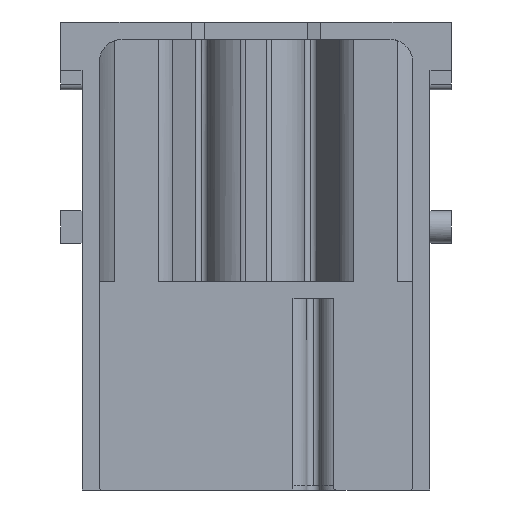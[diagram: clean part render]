
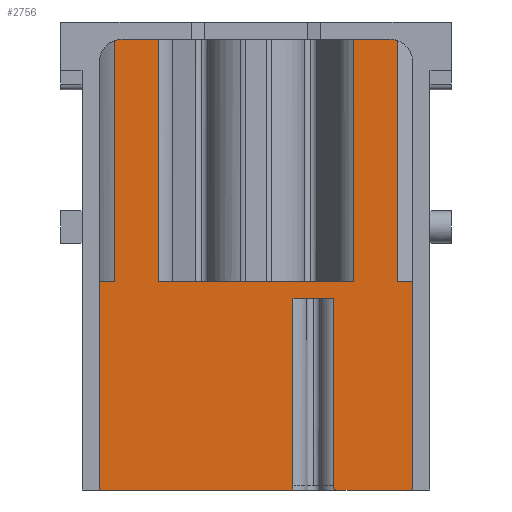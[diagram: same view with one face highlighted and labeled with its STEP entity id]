
A CAD part, left-side view. The second image highlights one B-rep face of the part: STEP entity #2756.
In plain terms, the highlighted planar face has unit normal (-1, 0, 0).
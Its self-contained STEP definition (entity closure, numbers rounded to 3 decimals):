
#2611=AXIS2_PLACEMENT_3D('Plane Axis2P3D',#2608,#2609,#2610) ;
#1075=CARTESIAN_POINT('Vertex',(1.22,3.35,0.)) ;
#1078=CARTESIAN_POINT('Line Origine',(1.22,6.785,0.)) ;
#1082=CARTESIAN_POINT('Vertex',(1.22,10.221,0.)) ;
#1130=CARTESIAN_POINT('Vertex',(1.22,13.779,0.)) ;
#1133=CARTESIAN_POINT('Line Origine',(1.22,22.215,0.)) ;
#1137=CARTESIAN_POINT('Vertex',(1.22,30.65,0.)) ;
#2586=CARTESIAN_POINT('Vertex',(1.22,3.35,18.15)) ;
#2589=CARTESIAN_POINT('Line Origine',(1.22,3.35,9.075)) ;
#2608=CARTESIAN_POINT('Axis2P3D Location',(1.22,17.,36.4)) ;
#2613=CARTESIAN_POINT('Line Origine',(1.22,12.,16.65)) ;
#2617=CARTESIAN_POINT('Vertex',(1.22,10.221,16.65)) ;
#2619=CARTESIAN_POINT('Vertex',(1.22,13.779,16.65)) ;
#2622=CARTESIAN_POINT('Line Origine',(1.22,10.221,8.5)) ;
#2626=CARTESIAN_POINT('Vertex',(1.22,10.221,0.35)) ;
#2629=CARTESIAN_POINT('Line Origine',(1.22,10.221,0.175)) ;
#2634=CARTESIAN_POINT('Line Origine',(1.22,4.03,18.15)) ;
#2638=CARTESIAN_POINT('Vertex',(1.22,4.711,18.15)) ;
#2641=CARTESIAN_POINT('Line Origine',(1.22,4.711,28.648)) ;
#2645=CARTESIAN_POINT('Vertex',(1.22,4.711,39.145)) ;
#2649=CARTESIAN_POINT('Control Point',(1.22,4.711,39.145)) ;
#2650=CARTESIAN_POINT('Control Point',(1.22,4.834,39.187)) ;
#2651=CARTESIAN_POINT('Control Point',(1.22,4.961,39.218)) ;
#2652=CARTESIAN_POINT('Control Point',(1.22,5.09,39.239)) ;
#2653=CARTESIAN_POINT('Control Point',(1.22,5.22,39.25)) ;
#2654=CARTESIAN_POINT('Control Point',(1.22,5.35,39.25)) ;
#2655=CARTESIAN_POINT('Vertex',(1.22,5.35,39.25)) ;
#2658=CARTESIAN_POINT('Line Origine',(1.22,6.924,39.25)) ;
#2662=CARTESIAN_POINT('Vertex',(1.22,8.498,39.25)) ;
#2665=CARTESIAN_POINT('Line Origine',(1.22,8.498,28.7)) ;
#2669=CARTESIAN_POINT('Vertex',(1.22,8.498,18.15)) ;
#2672=CARTESIAN_POINT('Line Origine',(1.22,17.,18.15)) ;
#2676=CARTESIAN_POINT('Vertex',(1.22,25.502,18.15)) ;
#2679=CARTESIAN_POINT('Line Origine',(1.22,25.502,28.7)) ;
#2683=CARTESIAN_POINT('Vertex',(1.22,25.502,39.25)) ;
#2686=CARTESIAN_POINT('Line Origine',(1.22,27.076,39.25)) ;
#2690=CARTESIAN_POINT('Vertex',(1.22,28.65,39.25)) ;
#2694=CARTESIAN_POINT('Control Point',(1.22,28.65,39.25)) ;
#2695=CARTESIAN_POINT('Control Point',(1.22,28.78,39.25)) ;
#2696=CARTESIAN_POINT('Control Point',(1.22,28.91,39.239)) ;
#2697=CARTESIAN_POINT('Control Point',(1.22,29.039,39.218)) ;
#2698=CARTESIAN_POINT('Control Point',(1.22,29.166,39.187)) ;
#2699=CARTESIAN_POINT('Control Point',(1.22,29.289,39.145)) ;
#2700=CARTESIAN_POINT('Vertex',(1.22,29.289,39.145)) ;
#2703=CARTESIAN_POINT('Line Origine',(1.22,29.289,28.648)) ;
#2707=CARTESIAN_POINT('Vertex',(1.22,29.289,18.15)) ;
#2710=CARTESIAN_POINT('Line Origine',(1.22,29.97,18.15)) ;
#2714=CARTESIAN_POINT('Vertex',(1.22,30.65,18.15)) ;
#2717=CARTESIAN_POINT('Line Origine',(1.22,30.65,9.075)) ;
#2722=CARTESIAN_POINT('Line Origine',(1.22,13.779,0.175)) ;
#2726=CARTESIAN_POINT('Vertex',(1.22,13.779,0.35)) ;
#2729=CARTESIAN_POINT('Line Origine',(1.22,13.779,8.5)) ;
#1079=DIRECTION('Vector Direction',(0.,1.,0.)) ;
#1134=DIRECTION('Vector Direction',(0.,1.,0.)) ;
#2590=DIRECTION('Vector Direction',(0.,0.,-1.)) ;
#2609=DIRECTION('Axis2P3D Direction',(1.,0.,-0.)) ;
#2610=DIRECTION('Axis2P3D XDirection',(0.,0.,1.)) ;
#2614=DIRECTION('Vector Direction',(0.,1.,0.)) ;
#2623=DIRECTION('Vector Direction',(0.,0.,1.)) ;
#2630=DIRECTION('Vector Direction',(0.,0.,-1.)) ;
#2635=DIRECTION('Vector Direction',(0.,-1.,0.)) ;
#2642=DIRECTION('Vector Direction',(0.,0.,-1.)) ;
#2659=DIRECTION('Vector Direction',(0.,-1.,0.)) ;
#2666=DIRECTION('Vector Direction',(0.,0.,1.)) ;
#2673=DIRECTION('Vector Direction',(0.,-1.,0.)) ;
#2680=DIRECTION('Vector Direction',(0.,0.,-1.)) ;
#2687=DIRECTION('Vector Direction',(0.,-1.,0.)) ;
#2704=DIRECTION('Vector Direction',(0.,0.,1.)) ;
#2711=DIRECTION('Vector Direction',(0.,-1.,0.)) ;
#2718=DIRECTION('Vector Direction',(0.,0.,1.)) ;
#2723=DIRECTION('Vector Direction',(0.,0.,1.)) ;
#2730=DIRECTION('Vector Direction',(0.,0.,-1.)) ;
#1080=VECTOR('Line Direction',#1079,1.) ;
#1135=VECTOR('Line Direction',#1134,1.) ;
#2591=VECTOR('Line Direction',#2590,1.) ;
#2615=VECTOR('Line Direction',#2614,1.) ;
#2624=VECTOR('Line Direction',#2623,1.) ;
#2631=VECTOR('Line Direction',#2630,1.) ;
#2636=VECTOR('Line Direction',#2635,1.) ;
#2643=VECTOR('Line Direction',#2642,1.) ;
#2660=VECTOR('Line Direction',#2659,1.) ;
#2667=VECTOR('Line Direction',#2666,1.) ;
#2674=VECTOR('Line Direction',#2673,1.) ;
#2681=VECTOR('Line Direction',#2680,1.) ;
#2688=VECTOR('Line Direction',#2687,1.) ;
#2705=VECTOR('Line Direction',#2704,1.) ;
#2712=VECTOR('Line Direction',#2711,1.) ;
#2719=VECTOR('Line Direction',#2718,1.) ;
#2724=VECTOR('Line Direction',#2723,1.) ;
#2731=VECTOR('Line Direction',#2730,1.) ;
#2735=ORIENTED_EDGE('',*,*,#2621,.F.) ;
#2736=ORIENTED_EDGE('',*,*,#2628,.F.) ;
#2737=ORIENTED_EDGE('',*,*,#2633,.T.) ;
#2738=ORIENTED_EDGE('',*,*,#1084,.F.) ;
#2739=ORIENTED_EDGE('',*,*,#2593,.F.) ;
#2740=ORIENTED_EDGE('',*,*,#2640,.F.) ;
#2741=ORIENTED_EDGE('',*,*,#2647,.F.) ;
#2742=ORIENTED_EDGE('',*,*,#2657,.T.) ;
#2743=ORIENTED_EDGE('',*,*,#2664,.F.) ;
#2744=ORIENTED_EDGE('',*,*,#2671,.F.) ;
#2745=ORIENTED_EDGE('',*,*,#2678,.F.) ;
#2746=ORIENTED_EDGE('',*,*,#2685,.F.) ;
#2747=ORIENTED_EDGE('',*,*,#2692,.F.) ;
#2748=ORIENTED_EDGE('',*,*,#2702,.T.) ;
#2749=ORIENTED_EDGE('',*,*,#2709,.F.) ;
#2750=ORIENTED_EDGE('',*,*,#2716,.F.) ;
#2751=ORIENTED_EDGE('',*,*,#2721,.F.) ;
#2752=ORIENTED_EDGE('',*,*,#1139,.F.) ;
#2753=ORIENTED_EDGE('',*,*,#2728,.T.) ;
#2754=ORIENTED_EDGE('',*,*,#2733,.F.) ;
#2756=ADVANCED_FACE('M1-0',(#2755),#2612,.F.) ;
#2648=B_SPLINE_CURVE_WITH_KNOTS('',5,(#2649,#2650,#2651,#2652,#2653,#2654),.UNSPECIFIED.,.F.,.U.,(6,6),(0.,0.922),.UNSPECIFIED.) ;
#2693=B_SPLINE_CURVE_WITH_KNOTS('',5,(#2694,#2695,#2696,#2697,#2698,#2699),.UNSPECIFIED.,.F.,.U.,(6,6),(0.,0.922),.UNSPECIFIED.) ;
#1084=EDGE_CURVE('',#1076,#1083,#1081,.T.) ;
#1139=EDGE_CURVE('',#1131,#1138,#1136,.T.) ;
#2593=EDGE_CURVE('',#2587,#1076,#2592,.T.) ;
#2621=EDGE_CURVE('',#2618,#2620,#2616,.T.) ;
#2628=EDGE_CURVE('',#2627,#2618,#2625,.T.) ;
#2633=EDGE_CURVE('',#2627,#1083,#2632,.T.) ;
#2640=EDGE_CURVE('',#2639,#2587,#2637,.T.) ;
#2647=EDGE_CURVE('',#2646,#2639,#2644,.T.) ;
#2657=EDGE_CURVE('',#2646,#2656,#2648,.T.) ;
#2664=EDGE_CURVE('',#2663,#2656,#2661,.T.) ;
#2671=EDGE_CURVE('',#2670,#2663,#2668,.T.) ;
#2678=EDGE_CURVE('',#2677,#2670,#2675,.T.) ;
#2685=EDGE_CURVE('',#2684,#2677,#2682,.T.) ;
#2692=EDGE_CURVE('',#2691,#2684,#2689,.T.) ;
#2702=EDGE_CURVE('',#2691,#2701,#2693,.T.) ;
#2709=EDGE_CURVE('',#2708,#2701,#2706,.T.) ;
#2716=EDGE_CURVE('',#2715,#2708,#2713,.T.) ;
#2721=EDGE_CURVE('',#1138,#2715,#2720,.T.) ;
#2728=EDGE_CURVE('',#1131,#2727,#2725,.T.) ;
#2733=EDGE_CURVE('',#2620,#2727,#2732,.T.) ;
#2734=EDGE_LOOP('',(#2735,#2736,#2737,#2738,#2739,#2740,#2741,#2742,#2743,#2744,#2745,#2746,#2747,#2748,#2749,#2750,#2751,#2752,#2753,#2754)) ;
#2755=FACE_OUTER_BOUND('',#2734,.T.) ;
#1081=LINE('Line',#1078,#1080) ;
#1136=LINE('Line',#1133,#1135) ;
#2592=LINE('Line',#2589,#2591) ;
#2616=LINE('Line',#2613,#2615) ;
#2625=LINE('Line',#2622,#2624) ;
#2632=LINE('Line',#2629,#2631) ;
#2637=LINE('Line',#2634,#2636) ;
#2644=LINE('Line',#2641,#2643) ;
#2661=LINE('Line',#2658,#2660) ;
#2668=LINE('Line',#2665,#2667) ;
#2675=LINE('Line',#2672,#2674) ;
#2682=LINE('Line',#2679,#2681) ;
#2689=LINE('Line',#2686,#2688) ;
#2706=LINE('Line',#2703,#2705) ;
#2713=LINE('Line',#2710,#2712) ;
#2720=LINE('Line',#2717,#2719) ;
#2725=LINE('Line',#2722,#2724) ;
#2732=LINE('Line',#2729,#2731) ;
#2612=PLANE('',#2611) ;
#1076=VERTEX_POINT('',#1075) ;
#1083=VERTEX_POINT('',#1082) ;
#1131=VERTEX_POINT('',#1130) ;
#1138=VERTEX_POINT('',#1137) ;
#2587=VERTEX_POINT('',#2586) ;
#2618=VERTEX_POINT('',#2617) ;
#2620=VERTEX_POINT('',#2619) ;
#2627=VERTEX_POINT('',#2626) ;
#2639=VERTEX_POINT('',#2638) ;
#2646=VERTEX_POINT('',#2645) ;
#2656=VERTEX_POINT('',#2655) ;
#2663=VERTEX_POINT('',#2662) ;
#2670=VERTEX_POINT('',#2669) ;
#2677=VERTEX_POINT('',#2676) ;
#2684=VERTEX_POINT('',#2683) ;
#2691=VERTEX_POINT('',#2690) ;
#2701=VERTEX_POINT('',#2700) ;
#2708=VERTEX_POINT('',#2707) ;
#2715=VERTEX_POINT('',#2714) ;
#2727=VERTEX_POINT('',#2726) ;
